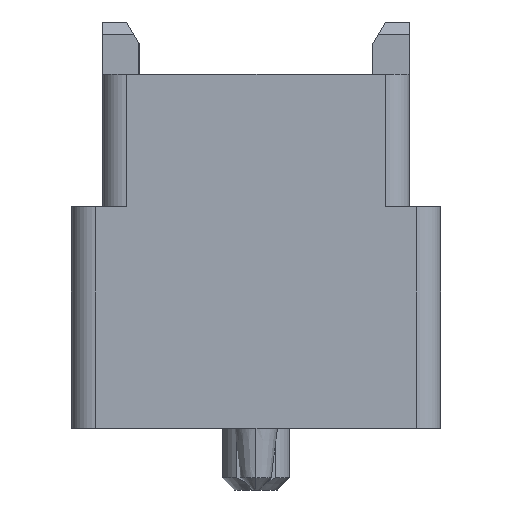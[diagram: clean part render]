
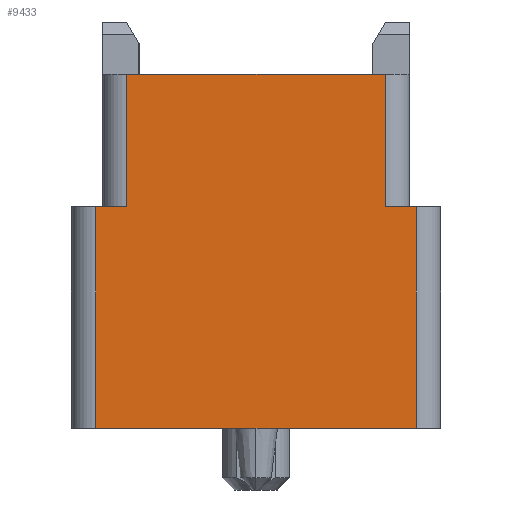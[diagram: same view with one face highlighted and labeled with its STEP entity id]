
A CAD part, left-side view. The second image highlights one B-rep face of the part: STEP entity #9433.
In plain terms, the highlighted planar face has unit normal (-1, 0, 0).
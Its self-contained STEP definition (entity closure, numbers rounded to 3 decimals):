
#2=DIRECTION('',(0.,0.,1.));
#3=VECTOR('',#2,2.15);
#4=CARTESIAN_POINT('',(-14.9,-2.1,-2.15));
#5=LINE('',#4,#3);
#6=DIRECTION('',(0.,0.,-1.));
#7=VECTOR('',#6,3.6);
#8=CARTESIAN_POINT('',(-14.9,-2.6,-2.15));
#9=LINE('',#8,#7);
#10=DIRECTION('',(0.,1.,0.));
#11=VECTOR('',#10,5.2);
#12=CARTESIAN_POINT('',(-14.9,-2.6,-5.75));
#13=LINE('',#12,#11);
#14=DIRECTION('',(0.,0.,-1.));
#15=VECTOR('',#14,3.6);
#16=CARTESIAN_POINT('',(-14.9,2.6,-2.15));
#17=LINE('',#16,#15);
#18=DIRECTION('',(0.,0.,-1.));
#19=VECTOR('',#18,2.15);
#20=CARTESIAN_POINT('',(-14.9,2.1,0.));
#21=LINE('',#20,#19);
#32=DIRECTION('',(0.,1.,0.));
#33=VECTOR('',#32,4.2);
#34=CARTESIAN_POINT('',(-14.9,-2.1,0.));
#35=LINE('',#34,#33);
#234=DIRECTION('',(0.,1.,0.));
#235=VECTOR('',#234,0.5);
#236=CARTESIAN_POINT('',(-14.9,-2.6,-2.15));
#237=LINE('',#236,#235);
#251=DIRECTION('',(0.,1.,0.));
#252=VECTOR('',#251,0.5);
#253=CARTESIAN_POINT('',(-14.9,2.1,-2.15));
#254=LINE('',#253,#252);
#7268=CARTESIAN_POINT('',(-14.9,-2.1,0.));
#7270=VERTEX_POINT('',#7268);
#7274=CARTESIAN_POINT('',(-14.9,-2.1,-2.15));
#7275=VERTEX_POINT('',#7274);
#7277=CARTESIAN_POINT('',(-14.9,-2.6,-5.75));
#7279=VERTEX_POINT('',#7277);
#7280=CARTESIAN_POINT('',(-14.9,-2.6,-2.15));
#7281=VERTEX_POINT('',#7280);
#7288=CARTESIAN_POINT('',(-14.9,2.1,0.));
#7289=VERTEX_POINT('',#7288);
#7290=CARTESIAN_POINT('',(-14.9,2.1,-2.15));
#7291=VERTEX_POINT('',#7290);
#7292=CARTESIAN_POINT('',(-14.9,2.6,-5.75));
#7294=VERTEX_POINT('',#7292);
#7298=CARTESIAN_POINT('',(-14.9,2.6,-2.15));
#7299=VERTEX_POINT('',#7298);
#9410=CARTESIAN_POINT('',(-14.9,0.,0.));
#9411=DIRECTION('',(-1.,0.,0.));
#9412=DIRECTION('',(0.,-1.,0.));
#9413=AXIS2_PLACEMENT_3D('',#9410,#9411,#9412);
#9414=PLANE('',#9413);
#9416=ORIENTED_EDGE('',*,*,#9415,.F.);
#9418=ORIENTED_EDGE('',*,*,#9417,.F.);
#9420=ORIENTED_EDGE('',*,*,#9419,.T.);
#9422=ORIENTED_EDGE('',*,*,#9421,.T.);
#9424=ORIENTED_EDGE('',*,*,#9423,.F.);
#9426=ORIENTED_EDGE('',*,*,#9425,.F.);
#9428=ORIENTED_EDGE('',*,*,#9427,.F.);
#9430=ORIENTED_EDGE('',*,*,#9429,.F.);
#9431=EDGE_LOOP('',(#9416,#9418,#9420,#9422,#9424,#9426,#9428,#9430));
#9432=FACE_OUTER_BOUND('',#9431,.F.);
#9415=EDGE_CURVE('',#7275,#7270,#5,.T.);
#9417=EDGE_CURVE('',#7281,#7275,#237,.T.);
#9419=EDGE_CURVE('',#7281,#7279,#9,.T.);
#9421=EDGE_CURVE('',#7279,#7294,#13,.T.);
#9423=EDGE_CURVE('',#7299,#7294,#17,.T.);
#9425=EDGE_CURVE('',#7291,#7299,#254,.T.);
#9427=EDGE_CURVE('',#7289,#7291,#21,.T.);
#9429=EDGE_CURVE('',#7270,#7289,#35,.T.);
#9433=ADVANCED_FACE('',(#9432),#9414,.T.);
